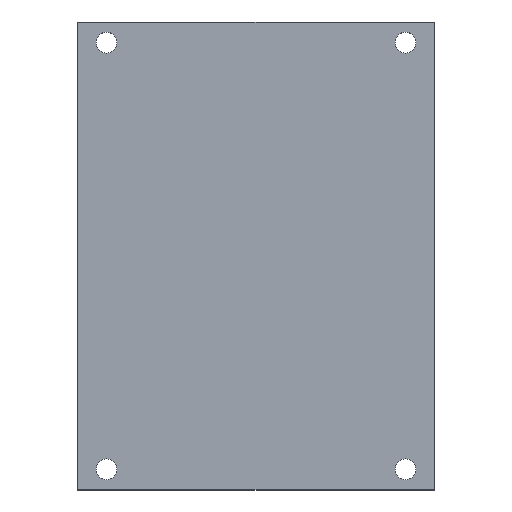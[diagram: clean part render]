
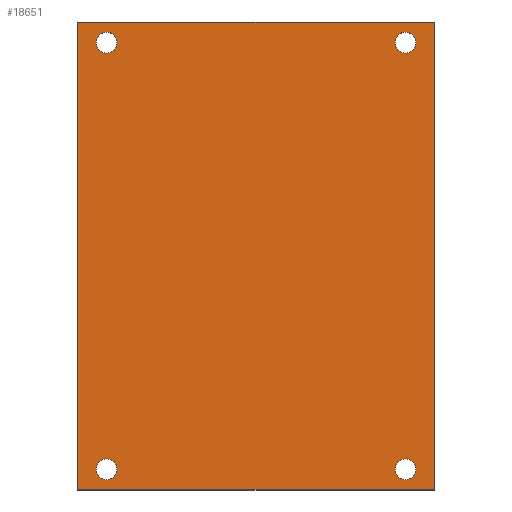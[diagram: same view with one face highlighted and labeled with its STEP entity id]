
A CAD part, top view. The second image highlights one B-rep face of the part: STEP entity #18651.
In plain terms, the highlighted planar face has unit normal (0, 0, 1).
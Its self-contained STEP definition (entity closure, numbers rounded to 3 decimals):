
#18240 = VERTEX_POINT('',#18241);
#18241 = CARTESIAN_POINT('',(43.1,0.,1.6));
#18248 = PLANE('',#18249);
#18249 = AXIS2_PLACEMENT_3D('',#18250,#18251,#18252);
#18250 = CARTESIAN_POINT('',(43.1,0.,0.));
#18251 = DIRECTION('',(0.,-1.,0.));
#18252 = DIRECTION('',(-1.,0.,0.));
#18260 = PLANE('',#18261);
#18261 = AXIS2_PLACEMENT_3D('',#18262,#18263,#18264);
#18262 = CARTESIAN_POINT('',(43.1,-56.5,0.));
#18263 = DIRECTION('',(-1.,0.,0.));
#18264 = DIRECTION('',(0.,1.,0.));
#18272 = EDGE_CURVE('',#18240,#18273,#18275,.T.);
#18273 = VERTEX_POINT('',#18274);
#18274 = CARTESIAN_POINT('',(0.,0.,1.6));
#18275 = SURFACE_CURVE('',#18276,(#18280,#18287),.PCURVE_S1.);
#18276 = LINE('',#18277,#18278);
#18277 = CARTESIAN_POINT('',(43.1,0.,1.6));
#18278 = VECTOR('',#18279,1.);
#18279 = DIRECTION('',(-1.,0.,0.));
#18280 = PCURVE('',#18248,#18281);
#18281 = DEFINITIONAL_REPRESENTATION('',(#18282),#18286);
#18282 = LINE('',#18283,#18284);
#18283 = CARTESIAN_POINT('',(0.,-1.6));
#18284 = VECTOR('',#18285,1.);
#18285 = DIRECTION('',(1.,0.));
#18286 = ( GEOMETRIC_REPRESENTATION_CONTEXT(2) 
PARAMETRIC_REPRESENTATION_CONTEXT() REPRESENTATION_CONTEXT('2D SPACE',''
  ) );
#18287 = PCURVE('',#18288,#18293);
#18288 = PLANE('',#18289);
#18289 = AXIS2_PLACEMENT_3D('',#18290,#18291,#18292);
#18290 = CARTESIAN_POINT('',(21.55,-28.25,1.6));
#18291 = DIRECTION('',(0.,0.,1.));
#18292 = DIRECTION('',(1.,0.,0.));
#18293 = DEFINITIONAL_REPRESENTATION('',(#18294),#18298);
#18294 = LINE('',#18295,#18296);
#18295 = CARTESIAN_POINT('',(21.55,28.25));
#18296 = VECTOR('',#18297,1.);
#18297 = DIRECTION('',(-1.,0.));
#18298 = ( GEOMETRIC_REPRESENTATION_CONTEXT(2) 
PARAMETRIC_REPRESENTATION_CONTEXT() REPRESENTATION_CONTEXT('2D SPACE',''
  ) );
#18316 = PLANE('',#18317);
#18317 = AXIS2_PLACEMENT_3D('',#18318,#18319,#18320);
#18318 = CARTESIAN_POINT('',(0.,0.,0.));
#18319 = DIRECTION('',(1.,0.,0.));
#18320 = DIRECTION('',(0.,-1.,0.));
#18360 = VERTEX_POINT('',#18361);
#18361 = CARTESIAN_POINT('',(43.1,-56.5,1.6));
#18375 = PLANE('',#18376);
#18376 = AXIS2_PLACEMENT_3D('',#18377,#18378,#18379);
#18377 = CARTESIAN_POINT('',(0.,-56.5,0.));
#18378 = DIRECTION('',(0.,1.,0.));
#18379 = DIRECTION('',(1.,0.,0.));
#18387 = EDGE_CURVE('',#18360,#18240,#18388,.T.);
#18388 = SURFACE_CURVE('',#18389,(#18393,#18400),.PCURVE_S1.);
#18389 = LINE('',#18390,#18391);
#18390 = CARTESIAN_POINT('',(43.1,-56.5,1.6));
#18391 = VECTOR('',#18392,1.);
#18392 = DIRECTION('',(0.,1.,0.));
#18393 = PCURVE('',#18260,#18394);
#18394 = DEFINITIONAL_REPRESENTATION('',(#18395),#18399);
#18395 = LINE('',#18396,#18397);
#18396 = CARTESIAN_POINT('',(0.,-1.6));
#18397 = VECTOR('',#18398,1.);
#18398 = DIRECTION('',(1.,0.));
#18399 = ( GEOMETRIC_REPRESENTATION_CONTEXT(2) 
PARAMETRIC_REPRESENTATION_CONTEXT() REPRESENTATION_CONTEXT('2D SPACE',''
  ) );
#18400 = PCURVE('',#18288,#18401);
#18401 = DEFINITIONAL_REPRESENTATION('',(#18402),#18406);
#18402 = LINE('',#18403,#18404);
#18403 = CARTESIAN_POINT('',(21.55,-28.25));
#18404 = VECTOR('',#18405,1.);
#18405 = DIRECTION('',(0.,1.));
#18406 = ( GEOMETRIC_REPRESENTATION_CONTEXT(2) 
PARAMETRIC_REPRESENTATION_CONTEXT() REPRESENTATION_CONTEXT('2D SPACE',''
  ) );
#18434 = EDGE_CURVE('',#18273,#18435,#18437,.T.);
#18435 = VERTEX_POINT('',#18436);
#18436 = CARTESIAN_POINT('',(0.,-56.5,1.6));
#18437 = SURFACE_CURVE('',#18438,(#18442,#18449),.PCURVE_S1.);
#18438 = LINE('',#18439,#18440);
#18439 = CARTESIAN_POINT('',(0.,0.,1.6));
#18440 = VECTOR('',#18441,1.);
#18441 = DIRECTION('',(0.,-1.,0.));
#18442 = PCURVE('',#18316,#18443);
#18443 = DEFINITIONAL_REPRESENTATION('',(#18444),#18448);
#18444 = LINE('',#18445,#18446);
#18445 = CARTESIAN_POINT('',(0.,-1.6));
#18446 = VECTOR('',#18447,1.);
#18447 = DIRECTION('',(1.,0.));
#18448 = ( GEOMETRIC_REPRESENTATION_CONTEXT(2) 
PARAMETRIC_REPRESENTATION_CONTEXT() REPRESENTATION_CONTEXT('2D SPACE',''
  ) );
#18449 = PCURVE('',#18288,#18450);
#18450 = DEFINITIONAL_REPRESENTATION('',(#18451),#18455);
#18451 = LINE('',#18452,#18453);
#18452 = CARTESIAN_POINT('',(-21.55,28.25));
#18453 = VECTOR('',#18454,1.);
#18454 = DIRECTION('',(0.,-1.));
#18455 = ( GEOMETRIC_REPRESENTATION_CONTEXT(2) 
PARAMETRIC_REPRESENTATION_CONTEXT() REPRESENTATION_CONTEXT('2D SPACE',''
  ) );
#18547 = CYLINDRICAL_SURFACE('',#18548,1.25);
#18548 = AXIS2_PLACEMENT_3D('',#18549,#18550,#18551);
#18549 = CARTESIAN_POINT('',(3.5,-2.5,-0.8));
#18550 = DIRECTION('',(0.,0.,1.));
#18551 = DIRECTION('',(1.,0.,0.));
#18578 = CYLINDRICAL_SURFACE('',#18579,1.25);
#18579 = AXIS2_PLACEMENT_3D('',#18580,#18581,#18582);
#18580 = CARTESIAN_POINT('',(3.5,-54.,-0.8));
#18581 = DIRECTION('',(0.,0.,1.));
#18582 = DIRECTION('',(1.,0.,0.));
#18609 = CYLINDRICAL_SURFACE('',#18610,1.25);
#18610 = AXIS2_PLACEMENT_3D('',#18611,#18612,#18613);
#18611 = CARTESIAN_POINT('',(39.6,-2.5,-0.8));
#18612 = DIRECTION('',(0.,0.,1.));
#18613 = DIRECTION('',(1.,0.,0.));
#18640 = CYLINDRICAL_SURFACE('',#18641,1.25);
#18641 = AXIS2_PLACEMENT_3D('',#18642,#18643,#18644);
#18642 = CARTESIAN_POINT('',(39.6,-54.,-0.8));
#18643 = DIRECTION('',(0.,0.,1.));
#18644 = DIRECTION('',(1.,0.,0.));
#18651 = ADVANCED_FACE('',(#18652,#18678,#18704,#18730,#18756),#18288,
  .T.);
#18652 = FACE_BOUND('',#18653,.T.);
#18653 = EDGE_LOOP('',(#18654,#18655,#18656,#18677));
#18654 = ORIENTED_EDGE('',*,*,#18272,.T.);
#18655 = ORIENTED_EDGE('',*,*,#18434,.T.);
#18656 = ORIENTED_EDGE('',*,*,#18657,.T.);
#18657 = EDGE_CURVE('',#18435,#18360,#18658,.T.);
#18658 = SURFACE_CURVE('',#18659,(#18663,#18670),.PCURVE_S1.);
#18659 = LINE('',#18660,#18661);
#18660 = CARTESIAN_POINT('',(0.,-56.5,1.6));
#18661 = VECTOR('',#18662,1.);
#18662 = DIRECTION('',(1.,0.,0.));
#18663 = PCURVE('',#18288,#18664);
#18664 = DEFINITIONAL_REPRESENTATION('',(#18665),#18669);
#18665 = LINE('',#18666,#18667);
#18666 = CARTESIAN_POINT('',(-21.55,-28.25));
#18667 = VECTOR('',#18668,1.);
#18668 = DIRECTION('',(1.,0.));
#18669 = ( GEOMETRIC_REPRESENTATION_CONTEXT(2) 
PARAMETRIC_REPRESENTATION_CONTEXT() REPRESENTATION_CONTEXT('2D SPACE',''
  ) );
#18670 = PCURVE('',#18375,#18671);
#18671 = DEFINITIONAL_REPRESENTATION('',(#18672),#18676);
#18672 = LINE('',#18673,#18674);
#18673 = CARTESIAN_POINT('',(0.,-1.6));
#18674 = VECTOR('',#18675,1.);
#18675 = DIRECTION('',(1.,0.));
#18676 = ( GEOMETRIC_REPRESENTATION_CONTEXT(2) 
PARAMETRIC_REPRESENTATION_CONTEXT() REPRESENTATION_CONTEXT('2D SPACE',''
  ) );
#18677 = ORIENTED_EDGE('',*,*,#18387,.T.);
#18678 = FACE_BOUND('',#18679,.T.);
#18679 = EDGE_LOOP('',(#18680));
#18680 = ORIENTED_EDGE('',*,*,#18681,.F.);
#18681 = EDGE_CURVE('',#18682,#18682,#18684,.T.);
#18682 = VERTEX_POINT('',#18683);
#18683 = CARTESIAN_POINT('',(4.75,-54.,1.6));
#18684 = SURFACE_CURVE('',#18685,(#18690,#18697),.PCURVE_S1.);
#18685 = CIRCLE('',#18686,1.25);
#18686 = AXIS2_PLACEMENT_3D('',#18687,#18688,#18689);
#18687 = CARTESIAN_POINT('',(3.5,-54.,1.6));
#18688 = DIRECTION('',(0.,0.,1.));
#18689 = DIRECTION('',(1.,0.,0.));
#18690 = PCURVE('',#18288,#18691);
#18691 = DEFINITIONAL_REPRESENTATION('',(#18692),#18696);
#18692 = CIRCLE('',#18693,1.25);
#18693 = AXIS2_PLACEMENT_2D('',#18694,#18695);
#18694 = CARTESIAN_POINT('',(-18.05,-25.75));
#18695 = DIRECTION('',(1.,0.));
#18696 = ( GEOMETRIC_REPRESENTATION_CONTEXT(2) 
PARAMETRIC_REPRESENTATION_CONTEXT() REPRESENTATION_CONTEXT('2D SPACE',''
  ) );
#18697 = PCURVE('',#18578,#18698);
#18698 = DEFINITIONAL_REPRESENTATION('',(#18699),#18703);
#18699 = LINE('',#18700,#18701);
#18700 = CARTESIAN_POINT('',(0.,2.4));
#18701 = VECTOR('',#18702,1.);
#18702 = DIRECTION('',(1.,0.));
#18703 = ( GEOMETRIC_REPRESENTATION_CONTEXT(2) 
PARAMETRIC_REPRESENTATION_CONTEXT() REPRESENTATION_CONTEXT('2D SPACE',''
  ) );
#18704 = FACE_BOUND('',#18705,.T.);
#18705 = EDGE_LOOP('',(#18706));
#18706 = ORIENTED_EDGE('',*,*,#18707,.F.);
#18707 = EDGE_CURVE('',#18708,#18708,#18710,.T.);
#18708 = VERTEX_POINT('',#18709);
#18709 = CARTESIAN_POINT('',(4.75,-2.5,1.6));
#18710 = SURFACE_CURVE('',#18711,(#18716,#18723),.PCURVE_S1.);
#18711 = CIRCLE('',#18712,1.25);
#18712 = AXIS2_PLACEMENT_3D('',#18713,#18714,#18715);
#18713 = CARTESIAN_POINT('',(3.5,-2.5,1.6));
#18714 = DIRECTION('',(0.,0.,1.));
#18715 = DIRECTION('',(1.,0.,0.));
#18716 = PCURVE('',#18288,#18717);
#18717 = DEFINITIONAL_REPRESENTATION('',(#18718),#18722);
#18718 = CIRCLE('',#18719,1.25);
#18719 = AXIS2_PLACEMENT_2D('',#18720,#18721);
#18720 = CARTESIAN_POINT('',(-18.05,25.75));
#18721 = DIRECTION('',(1.,0.));
#18722 = ( GEOMETRIC_REPRESENTATION_CONTEXT(2) 
PARAMETRIC_REPRESENTATION_CONTEXT() REPRESENTATION_CONTEXT('2D SPACE',''
  ) );
#18723 = PCURVE('',#18547,#18724);
#18724 = DEFINITIONAL_REPRESENTATION('',(#18725),#18729);
#18725 = LINE('',#18726,#18727);
#18726 = CARTESIAN_POINT('',(0.,2.4));
#18727 = VECTOR('',#18728,1.);
#18728 = DIRECTION('',(1.,0.));
#18729 = ( GEOMETRIC_REPRESENTATION_CONTEXT(2) 
PARAMETRIC_REPRESENTATION_CONTEXT() REPRESENTATION_CONTEXT('2D SPACE',''
  ) );
#18730 = FACE_BOUND('',#18731,.T.);
#18731 = EDGE_LOOP('',(#18732));
#18732 = ORIENTED_EDGE('',*,*,#18733,.F.);
#18733 = EDGE_CURVE('',#18734,#18734,#18736,.T.);
#18734 = VERTEX_POINT('',#18735);
#18735 = CARTESIAN_POINT('',(40.85,-54.,1.6));
#18736 = SURFACE_CURVE('',#18737,(#18742,#18749),.PCURVE_S1.);
#18737 = CIRCLE('',#18738,1.25);
#18738 = AXIS2_PLACEMENT_3D('',#18739,#18740,#18741);
#18739 = CARTESIAN_POINT('',(39.6,-54.,1.6));
#18740 = DIRECTION('',(0.,0.,1.));
#18741 = DIRECTION('',(1.,0.,0.));
#18742 = PCURVE('',#18288,#18743);
#18743 = DEFINITIONAL_REPRESENTATION('',(#18744),#18748);
#18744 = CIRCLE('',#18745,1.25);
#18745 = AXIS2_PLACEMENT_2D('',#18746,#18747);
#18746 = CARTESIAN_POINT('',(18.05,-25.75));
#18747 = DIRECTION('',(1.,0.));
#18748 = ( GEOMETRIC_REPRESENTATION_CONTEXT(2) 
PARAMETRIC_REPRESENTATION_CONTEXT() REPRESENTATION_CONTEXT('2D SPACE',''
  ) );
#18749 = PCURVE('',#18640,#18750);
#18750 = DEFINITIONAL_REPRESENTATION('',(#18751),#18755);
#18751 = LINE('',#18752,#18753);
#18752 = CARTESIAN_POINT('',(0.,2.4));
#18753 = VECTOR('',#18754,1.);
#18754 = DIRECTION('',(1.,0.));
#18755 = ( GEOMETRIC_REPRESENTATION_CONTEXT(2) 
PARAMETRIC_REPRESENTATION_CONTEXT() REPRESENTATION_CONTEXT('2D SPACE',''
  ) );
#18756 = FACE_BOUND('',#18757,.T.);
#18757 = EDGE_LOOP('',(#18758));
#18758 = ORIENTED_EDGE('',*,*,#18759,.F.);
#18759 = EDGE_CURVE('',#18760,#18760,#18762,.T.);
#18760 = VERTEX_POINT('',#18761);
#18761 = CARTESIAN_POINT('',(40.85,-2.5,1.6));
#18762 = SURFACE_CURVE('',#18763,(#18768,#18775),.PCURVE_S1.);
#18763 = CIRCLE('',#18764,1.25);
#18764 = AXIS2_PLACEMENT_3D('',#18765,#18766,#18767);
#18765 = CARTESIAN_POINT('',(39.6,-2.5,1.6));
#18766 = DIRECTION('',(0.,0.,1.));
#18767 = DIRECTION('',(1.,0.,0.));
#18768 = PCURVE('',#18288,#18769);
#18769 = DEFINITIONAL_REPRESENTATION('',(#18770),#18774);
#18770 = CIRCLE('',#18771,1.25);
#18771 = AXIS2_PLACEMENT_2D('',#18772,#18773);
#18772 = CARTESIAN_POINT('',(18.05,25.75));
#18773 = DIRECTION('',(1.,0.));
#18774 = ( GEOMETRIC_REPRESENTATION_CONTEXT(2) 
PARAMETRIC_REPRESENTATION_CONTEXT() REPRESENTATION_CONTEXT('2D SPACE',''
  ) );
#18775 = PCURVE('',#18609,#18776);
#18776 = DEFINITIONAL_REPRESENTATION('',(#18777),#18781);
#18777 = LINE('',#18778,#18779);
#18778 = CARTESIAN_POINT('',(0.,2.4));
#18779 = VECTOR('',#18780,1.);
#18780 = DIRECTION('',(1.,0.));
#18781 = ( GEOMETRIC_REPRESENTATION_CONTEXT(2) 
PARAMETRIC_REPRESENTATION_CONTEXT() REPRESENTATION_CONTEXT('2D SPACE',''
  ) );
